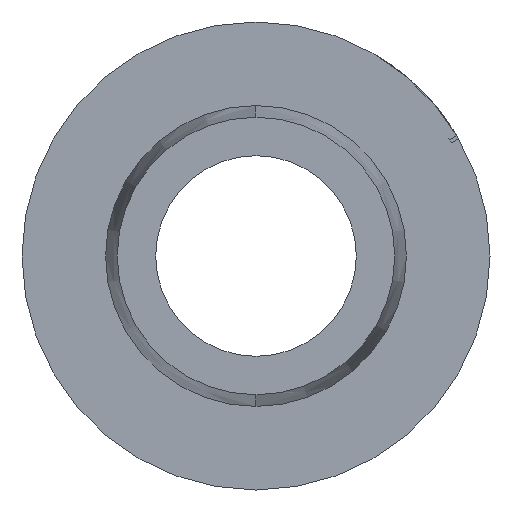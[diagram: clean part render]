
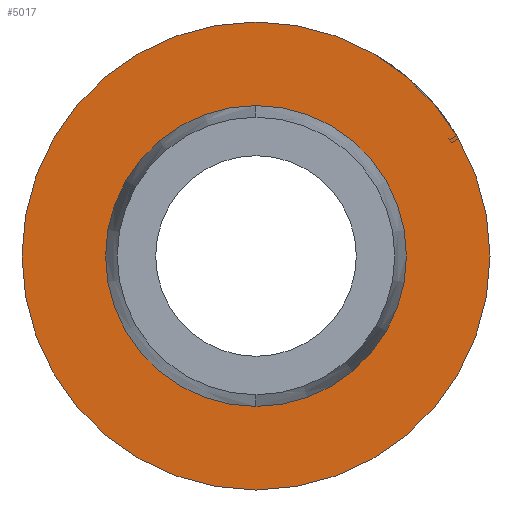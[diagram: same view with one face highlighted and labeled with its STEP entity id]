
A CAD part, left-side view. The second image highlights one B-rep face of the part: STEP entity #5017.
In plain terms, the highlighted planar face has unit normal (-1, 0, 0).
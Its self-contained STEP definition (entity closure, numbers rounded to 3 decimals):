
#157 = ORIENTED_EDGE ( 'NONE', *, *, #3147, .F. ) ;
#262 = AXIS2_PLACEMENT_3D ( 'NONE', #3300, #577, #5730 ) ;
#577 = DIRECTION ( 'NONE',  ( -1., 0., 0. ) ) ;
#832 = CARTESIAN_POINT ( 'NONE',  ( 19., 0., 0. ) ) ;
#849 = CARTESIAN_POINT ( 'NONE',  ( 19., 0., 0. ) ) ;
#851 = CARTESIAN_POINT ( 'NONE',  ( 19., 0., 0. ) ) ;
#956 = VERTEX_POINT ( 'NONE', #3336 ) ;
#1092 = CARTESIAN_POINT ( 'NONE',  ( 19., 0., -7. ) ) ;
#1280 = EDGE_CURVE ( 'NONE', #956, #4879, #1922, .T. ) ;
#1338 = AXIS2_PLACEMENT_3D ( 'NONE', #851, #2243, #6005 ) ;
#1705 = ORIENTED_EDGE ( 'NONE', *, *, #1280, .T. ) ;
#1835 = DIRECTION ( 'NONE',  ( 0., 0., 1. ) ) ;
#1837 = CIRCLE ( 'NONE', #1338, 7. ) ;
#1922 = CIRCLE ( 'NONE', #6051, 7. ) ;
#1988 = DIRECTION ( 'NONE',  ( 0., 0., -1. ) ) ;
#2243 = DIRECTION ( 'NONE',  ( -1., 0., 0. ) ) ;
#2257 = DIRECTION ( 'NONE',  ( -1., 0., 0. ) ) ;
#2706 = EDGE_CURVE ( 'NONE', #4879, #956, #1837, .T. ) ;
#2716 = VERTEX_POINT ( 'NONE', #4618 ) ;
#2793 = FACE_BOUND ( 'NONE', #3919, .T. ) ;
#2854 = FACE_OUTER_BOUND ( 'NONE', #5365, .T. ) ;
#2926 = CIRCLE ( 'NONE', #262, 4.5 ) ;
#3059 = DIRECTION ( 'NONE',  ( 0., 0., 1. ) ) ;
#3147 = EDGE_CURVE ( 'NONE', #2716, #5440, #2926, .T. ) ;
#3174 = DIRECTION ( 'NONE',  ( -1., 0., 0. ) ) ;
#3300 = CARTESIAN_POINT ( 'NONE',  ( 19., 0., 0. ) ) ;
#3336 = CARTESIAN_POINT ( 'NONE',  ( 19., 0., 7. ) ) ;
#3872 = PLANE ( 'NONE',  #5158 ) ;
#3919 = EDGE_LOOP ( 'NONE', ( #4668, #157 ) ) ;
#4362 = CARTESIAN_POINT ( 'NONE',  ( 19., 4.5, 0. ) ) ;
#4618 = CARTESIAN_POINT ( 'NONE',  ( 19., 0., -4.5 ) ) ;
#4668 = ORIENTED_EDGE ( 'NONE', *, *, #5108, .F. ) ;
#4879 = VERTEX_POINT ( 'NONE', #1092 ) ;
#5017 = ADVANCED_FACE ( 'NONE', ( #2793, #2854 ), #3872, .F. ) ;
#5054 = CIRCLE ( 'NONE', #5254, 4.5 ) ;
#5108 = EDGE_CURVE ( 'NONE', #5440, #2716, #5054, .T. ) ;
#5158 = AXIS2_PLACEMENT_3D ( 'NONE', #4362, #5754, #1988 ) ;
#5254 = AXIS2_PLACEMENT_3D ( 'NONE', #832, #2257, #3059 ) ;
#5365 = EDGE_LOOP ( 'NONE', ( #1705, #5578 ) ) ;
#5440 = VERTEX_POINT ( 'NONE', #6045 ) ;
#5578 = ORIENTED_EDGE ( 'NONE', *, *, #2706, .T. ) ;
#5730 = DIRECTION ( 'NONE',  ( 0., 0., 1. ) ) ;
#5754 = DIRECTION ( 'NONE',  ( 1., 0., 0. ) ) ;
#6005 = DIRECTION ( 'NONE',  ( 0., 0., 1. ) ) ;
#6045 = CARTESIAN_POINT ( 'NONE',  ( 19., 0., 4.5 ) ) ;
#6051 = AXIS2_PLACEMENT_3D ( 'NONE', #849, #3174, #1835 ) ;
